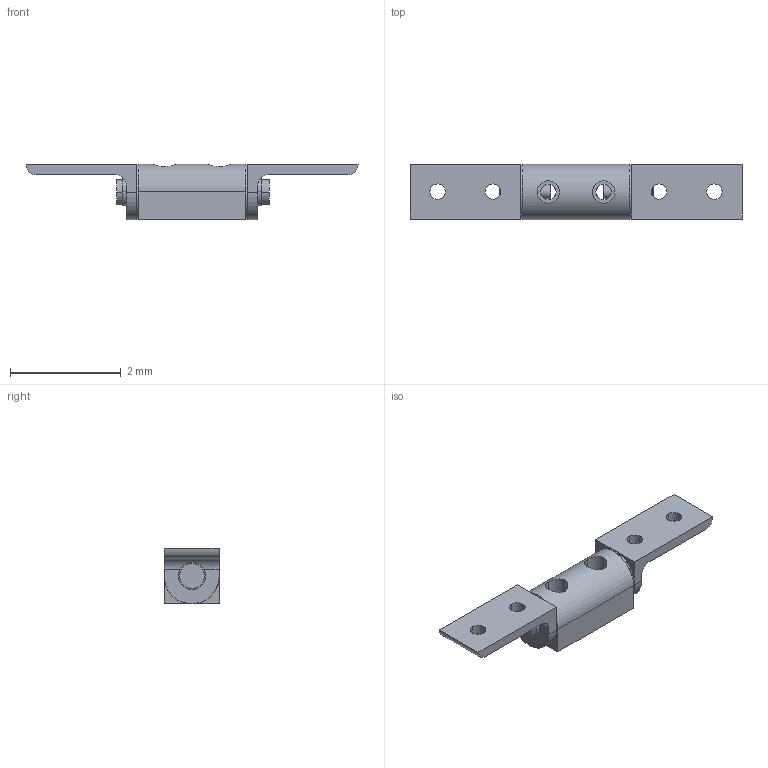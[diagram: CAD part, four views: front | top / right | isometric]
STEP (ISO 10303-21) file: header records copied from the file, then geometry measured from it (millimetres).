
FILE_DESCRIPTION((''),'2;1');
FILE_NAME('10HI8325.stp','2015-07-13T14:18:13',(''),(''),'Mechanical Desktop 2011','Mechanical Desktop 2011',', , ');
FILE_SCHEMA(('CONFIG_CONTROL_DESIGN'));
Length unit declared in the file: millimetre
Products named in the file (1): Product
Bounding box: 6 x 1 x 1 mm (x, y, z)
Volume: 2.7 mm3; surface area: 31.8 mm2
Topology: 11 solids, 11 shells, 114 faces, 270 edges, 180 vertices
Faces by surface type: cylinder 71, plane 43
Entity records: 3675 total; most frequent: CARTESIAN_POINT 783, DIRECTION 618, ORIENTED_EDGE 540, EDGE_CURVE 270, AXIS2_PLACEMENT_3D 251, VERTEX_POINT 180, EDGE_LOOP 150, CIRCLE 136
